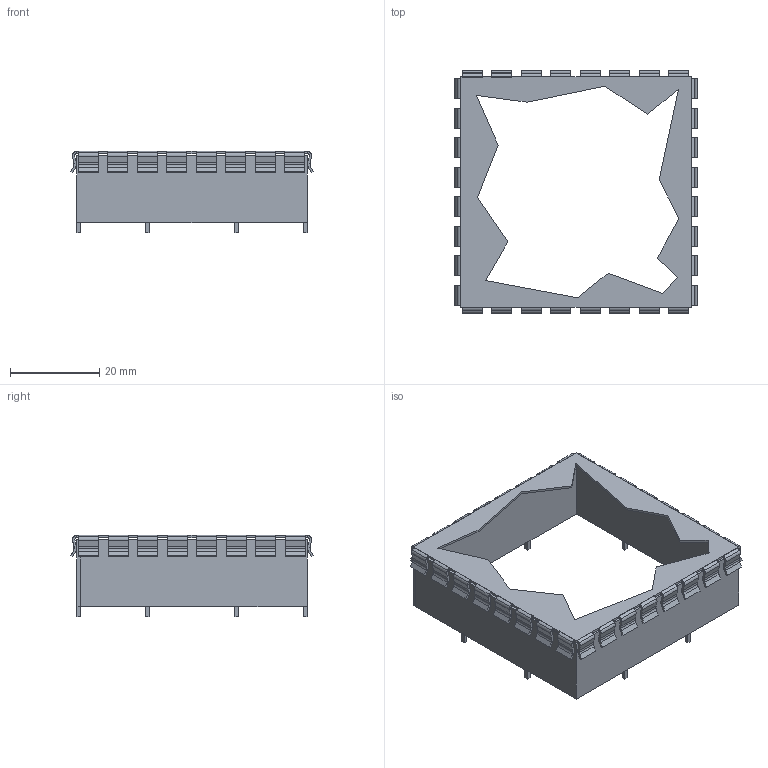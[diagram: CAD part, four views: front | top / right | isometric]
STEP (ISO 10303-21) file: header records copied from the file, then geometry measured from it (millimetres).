
FILE_DESCRIPTION((''),'2;1');
FILE_NAME('MSBOX_PERANCEA_PFL6T.stp','2009-02-24T15:31:50',(''),(''),'Mechanical Desktop 2006','Mechanical Desktop 2006',', , ');
FILE_SCHEMA(('AUTOMOTIVE_DESIGN { 1 2 10303 214 0 1 1 1 }'));
Length unit declared in the file: millimetre
Products named in the file (1): Product
Bounding box: 54.44 x 54.44 x 18.25 mm (x, y, z)
Volume: 3381.5 mm3; surface area: 10644.1 mm2
Topology: 42 solids, 42 shells, 660 faces, 1728 edges, 1152 vertices
Faces by surface type: bspline 288, plane 244, cylinder 128
Entity records: 22043 total; most frequent: CARTESIAN_POINT 6197, ORIENTED_EDGE 3456, DIRECTION 2986, EDGE_CURVE 1728, VECTOR 1216, LINE 1216, VERTEX_POINT 1152, AXIS2_PLACEMENT_3D 885
